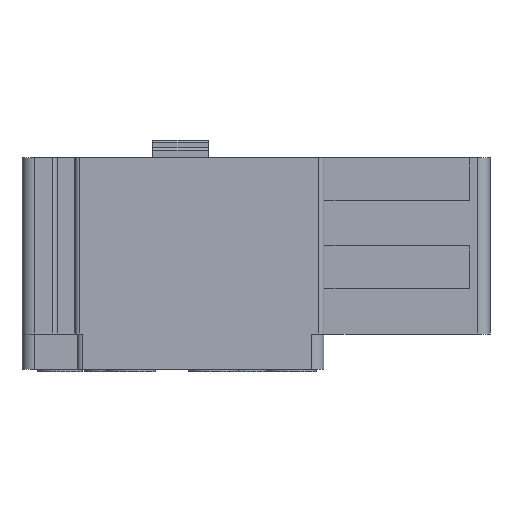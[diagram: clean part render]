
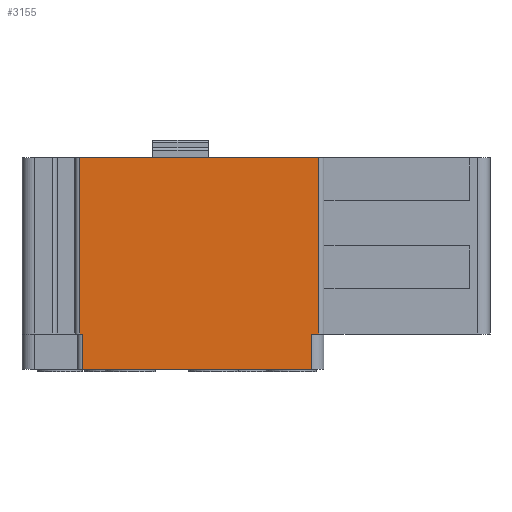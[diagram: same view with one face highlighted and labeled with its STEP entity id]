
A CAD part, front view. The second image highlights one B-rep face of the part: STEP entity #3155.
In plain terms, the highlighted planar face has unit normal (0, -1, 0).
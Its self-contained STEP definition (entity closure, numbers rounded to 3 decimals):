
#377=FACE_OUTER_BOUND($,#581,.T.);
#581=EDGE_LOOP($,(#2807,#2808,#2809,#2810,#2811,#2812,#2813,#2814));
#716=LINE($,#4716,#1042);
#861=LINE($,#5090,#1187);
#877=LINE($,#5150,#1203);
#879=LINE($,#5157,#1205);
#881=LINE($,#5164,#1207);
#892=LINE($,#5205,#1218);
#907=LINE($,#5267,#1233);
#908=LINE($,#5269,#1234);
#1042=VECTOR($,#3782,9.5);
#1187=VECTOR($,#4133,9.1);
#1203=VECTOR($,#4193,1.4);
#1205=VECTOR($,#4201,1.4);
#1207=VECTOR($,#4209,0.1);
#1218=VECTOR($,#4242,0.3);
#1233=VECTOR($,#4329,7.);
#1234=VECTOR($,#4332,7.);
#1367=VERTEX_POINT($,#4713);
#1368=VERTEX_POINT($,#4715);
#1493=VERTEX_POINT($,#5087);
#1494=VERTEX_POINT($,#5089);
#1516=VERTEX_POINT($,#5149);
#1518=VERTEX_POINT($,#5155);
#1520=VERTEX_POINT($,#5163);
#1539=VERTEX_POINT($,#5203);
#1714=EDGE_CURVE($,#1368,#1367,#716,.T.);
#1895=EDGE_CURVE($,#1494,#1493,#861,.T.);
#1925=EDGE_CURVE($,#1516,#1494,#877,.T.);
#1929=EDGE_CURVE($,#1518,#1493,#879,.T.);
#1932=EDGE_CURVE($,#1520,#1516,#881,.T.);
#1953=EDGE_CURVE($,#1518,#1539,#892,.T.);
#1977=EDGE_CURVE($,#1539,#1368,#907,.T.);
#1978=EDGE_CURVE($,#1520,#1367,#908,.T.);
#2807=ORIENTED_EDGE($,*,*,#1714,.T.);
#2808=ORIENTED_EDGE($,*,*,#1978,.F.);
#2809=ORIENTED_EDGE($,*,*,#1932,.T.);
#2810=ORIENTED_EDGE($,*,*,#1925,.T.);
#2811=ORIENTED_EDGE($,*,*,#1895,.T.);
#2812=ORIENTED_EDGE($,*,*,#1929,.F.);
#2813=ORIENTED_EDGE($,*,*,#1953,.T.);
#2814=ORIENTED_EDGE($,*,*,#1977,.T.);
#2989=PLANE($,#3451);
#3155=ADVANCED_FACE($,(#377),#2989,.T.);
#3451=AXIS2_PLACEMENT_3D($,#5268,#4330,#4331);
#3782=DIRECTION($,(-1.,0.,0.));
#4133=DIRECTION($,(1.,0.,0.));
#4193=DIRECTION($,(0.,0.,-1.));
#4201=DIRECTION($,(0.,0.,-1.));
#4209=DIRECTION($,(1.,0.,0.));
#4242=DIRECTION($,(1.,0.,0.));
#4329=DIRECTION($,(0.,0.,1.));
#4330=DIRECTION('center_axis',(0.,-1.,0.));
#4331=DIRECTION('ref_axis',(0.,0.,-1.));
#4332=DIRECTION($,(0.,0.,1.));
#4713=CARTESIAN_POINT('',(2.3,0.,7.));
#4715=CARTESIAN_POINT('',(11.8,0.,7.));
#4716=CARTESIAN_POINT($,(2.3,0.,7.));
#5087=CARTESIAN_POINT('',(11.5,0.,-1.4));
#5089=CARTESIAN_POINT('',(2.4,0.,-1.4));
#5090=CARTESIAN_POINT($,(2.4,0.,-1.4));
#5149=CARTESIAN_POINT('',(2.4,0.,0.));
#5150=CARTESIAN_POINT($,(2.4,0.,0.));
#5155=CARTESIAN_POINT('',(11.5,0.,0.));
#5157=CARTESIAN_POINT($,(11.5,0.,0.));
#5163=CARTESIAN_POINT('',(2.3,0.,0.));
#5164=CARTESIAN_POINT($,(2.3,0.,0.));
#5203=CARTESIAN_POINT('',(11.8,0.,0.));
#5205=CARTESIAN_POINT($,(2.3,0.,0.));
#5267=CARTESIAN_POINT($,(11.8,0.,0.));
#5268=CARTESIAN_POINT('Origin',(11.8,0.,0.));
#5269=CARTESIAN_POINT($,(2.3,0.,0.));
